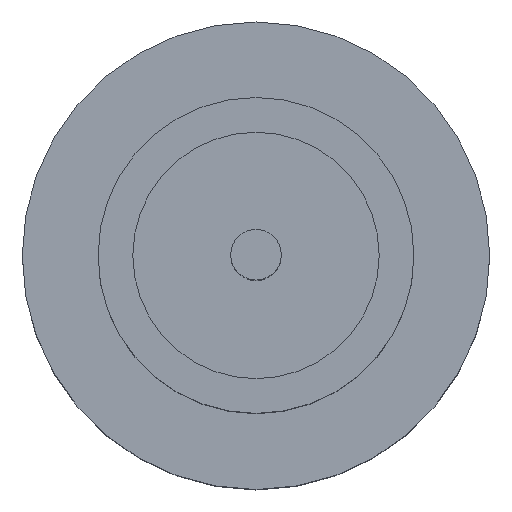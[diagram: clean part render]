
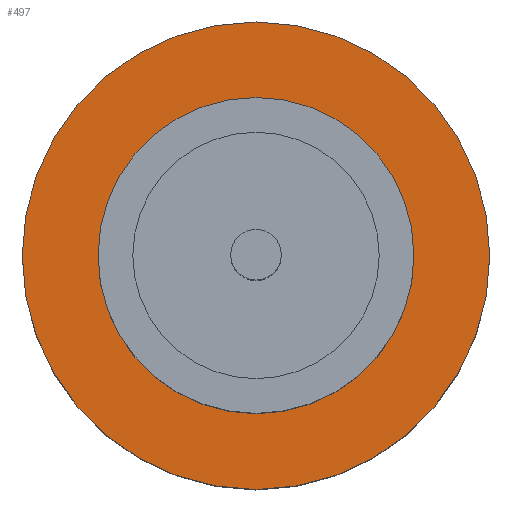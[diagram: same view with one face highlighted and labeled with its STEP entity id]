
A CAD part, top view. The second image highlights one B-rep face of the part: STEP entity #497.
In plain terms, the highlighted planar face has unit normal (0, 0, 1).
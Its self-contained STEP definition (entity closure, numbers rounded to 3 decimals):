
#9 = CARTESIAN_POINT ( 'NONE',  ( 0., 0., 1.55 ) ) ;
#14 = DIRECTION ( 'NONE',  ( 1., 0., 0. ) ) ;
#79 = AXIS2_PLACEMENT_3D ( 'NONE', #9, #147, #622 ) ;
#88 = EDGE_LOOP ( 'NONE', ( #709, #534 ) ) ;
#91 = DIRECTION ( 'NONE',  ( 0., 0., 1. ) ) ;
#129 = CARTESIAN_POINT ( 'NONE',  ( 1.25, 0., 1.55 ) ) ;
#147 = DIRECTION ( 'NONE',  ( 0., 0., 1. ) ) ;
#155 = VERTEX_POINT ( 'NONE', #274 ) ;
#184 = FACE_BOUND ( 'NONE', #88, .T. ) ;
#231 = CIRCLE ( 'NONE', #536, 1.25 ) ;
#247 = VERTEX_POINT ( 'NONE', #129 ) ;
#266 = DIRECTION ( 'NONE',  ( 0., 0., 1. ) ) ;
#274 = CARTESIAN_POINT ( 'NONE',  ( 1.85, 0., 1.55 ) ) ;
#292 = DIRECTION ( 'NONE',  ( 0., 0., 1. ) ) ;
#301 = AXIS2_PLACEMENT_3D ( 'NONE', #482, #91, #807 ) ;
#311 = AXIS2_PLACEMENT_3D ( 'NONE', #344, #337, #408 ) ;
#337 = DIRECTION ( 'NONE',  ( 0., 0., 1. ) ) ;
#340 = ORIENTED_EDGE ( 'NONE', *, *, #442, .T. ) ;
#344 = CARTESIAN_POINT ( 'NONE',  ( 0., 0., 1.55 ) ) ;
#353 = PLANE ( 'NONE',  #387 ) ;
#387 = AXIS2_PLACEMENT_3D ( 'NONE', #418, #292, #14 ) ;
#396 = EDGE_CURVE ( 'NONE', #247, #461, #518, .T. ) ;
#408 = DIRECTION ( 'NONE',  ( 1., 0., 0. ) ) ;
#418 = CARTESIAN_POINT ( 'NONE',  ( 0., 0., 1.55 ) ) ;
#442 = EDGE_CURVE ( 'NONE', #619, #155, #539, .T. ) ;
#461 = VERTEX_POINT ( 'NONE', #676 ) ;
#482 = CARTESIAN_POINT ( 'NONE',  ( 0., 0., 1.55 ) ) ;
#497 = ADVANCED_FACE ( 'NONE', ( #184, #779 ), #353, .T. ) ;
#516 = CIRCLE ( 'NONE', #311, 1.85 ) ;
#518 = CIRCLE ( 'NONE', #301, 1.25 ) ;
#534 = ORIENTED_EDGE ( 'NONE', *, *, #753, .F. ) ;
#536 = AXIS2_PLACEMENT_3D ( 'NONE', #586, #266, #831 ) ;
#539 = CIRCLE ( 'NONE', #79, 1.85 ) ;
#575 = CARTESIAN_POINT ( 'NONE',  ( -1.85, 0., 1.55 ) ) ;
#586 = CARTESIAN_POINT ( 'NONE',  ( 0., 0., 1.55 ) ) ;
#619 = VERTEX_POINT ( 'NONE', #575 ) ;
#622 = DIRECTION ( 'NONE',  ( 1., 0., 0. ) ) ;
#676 = CARTESIAN_POINT ( 'NONE',  ( -1.25, 0., 1.55 ) ) ;
#709 = ORIENTED_EDGE ( 'NONE', *, *, #396, .F. ) ;
#717 = ORIENTED_EDGE ( 'NONE', *, *, #841, .T. ) ;
#753 = EDGE_CURVE ( 'NONE', #461, #247, #231, .T. ) ;
#779 = FACE_OUTER_BOUND ( 'NONE', #812, .T. ) ;
#807 = DIRECTION ( 'NONE',  ( 1., 0., 0. ) ) ;
#812 = EDGE_LOOP ( 'NONE', ( #340, #717 ) ) ;
#831 = DIRECTION ( 'NONE',  ( 1., 0., 0. ) ) ;
#841 = EDGE_CURVE ( 'NONE', #155, #619, #516, .T. ) ;
